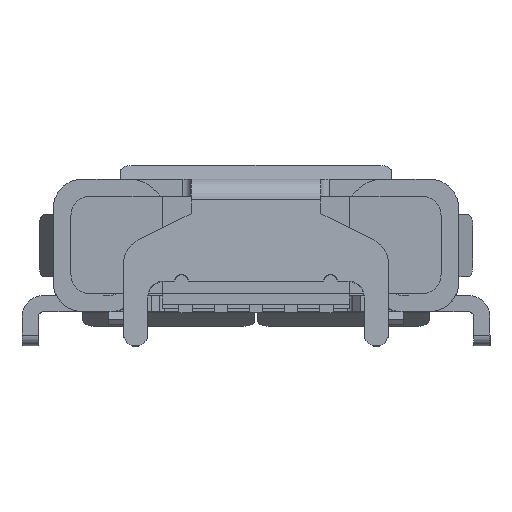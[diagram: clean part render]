
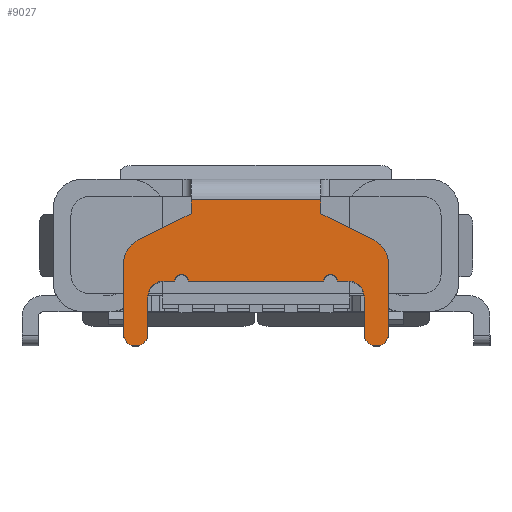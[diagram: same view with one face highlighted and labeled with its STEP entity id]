
A CAD part, top view. The second image highlights one B-rep face of the part: STEP entity #9027.
In plain terms, the highlighted planar face has unit normal (0, 0.037, 0.999).
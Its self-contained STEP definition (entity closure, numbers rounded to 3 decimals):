
#373=FACE_OUTER_BOUND('',#876,.T.);
#876=EDGE_LOOP('',(#6659,#6660,#6661,#6662,#6663,#6664,#6665,#6666,#6667,
#6668,#6669,#6670,#6671,#6672,#6673,#6674,#6675,#6676,#6677,#6678));
#1256=CIRCLE('',#9559,0.225);
#1258=CIRCLE('',#9562,0.225);
#1259=CIRCLE('',#9564,0.5);
#1261=CIRCLE('',#9569,0.3);
#1263=CIRCLE('',#9573,0.125);
#1265=CIRCLE('',#9577,0.125);
#1268=CIRCLE('',#9582,0.3);
#1269=CIRCLE('',#9586,0.5);
#1789=LINE('',#13534,#2844);
#1790=LINE('',#13537,#2845);
#1796=LINE('',#13552,#2851);
#1798=LINE('',#13561,#2853);
#1803=LINE('',#13575,#2858);
#1807=LINE('',#13585,#2862);
#1808=LINE('',#13588,#2863);
#1847=LINE('',#13691,#2902);
#1860=LINE('',#13721,#2915);
#1861=LINE('',#13724,#2916);
#1862=LINE('',#13726,#2917);
#1863=LINE('',#13727,#2918);
#2844=VECTOR('',#10826,1000.);
#2845=VECTOR('',#10829,1000.);
#2851=VECTOR('',#10843,1000.);
#2853=VECTOR('',#10853,1000.);
#2858=VECTOR('',#10866,1000.);
#2862=VECTOR('',#10878,1000.);
#2863=VECTOR('',#10881,1000.);
#2902=VECTOR('',#10962,1000.);
#2915=VECTOR('',#10989,1000.);
#2916=VECTOR('',#10992,1000.);
#2917=VECTOR('',#10993,1000.);
#2918=VECTOR('',#10994,1000.);
#3829=VERTEX_POINT('',#13509);
#3830=VERTEX_POINT('',#13511);
#3833=VERTEX_POINT('',#13518);
#3834=VERTEX_POINT('',#13520);
#3835=VERTEX_POINT('',#13524);
#3836=VERTEX_POINT('',#13525);
#3839=VERTEX_POINT('',#13536);
#3841=VERTEX_POINT('',#13542);
#3843=VERTEX_POINT('',#13548);
#3845=VERTEX_POINT('',#13554);
#3847=VERTEX_POINT('',#13560);
#3849=VERTEX_POINT('',#13566);
#3852=VERTEX_POINT('',#13574);
#3854=VERTEX_POINT('',#13580);
#3855=VERTEX_POINT('',#13587);
#3857=VERTEX_POINT('',#13593);
#3898=VERTEX_POINT('',#13688);
#3908=VERTEX_POINT('',#13719);
#3909=VERTEX_POINT('',#13723);
#3910=VERTEX_POINT('',#13725);
#4827=EDGE_CURVE('',#3830,#3829,#1256,.T.);
#4831=EDGE_CURVE('',#3834,#3833,#1258,.T.);
#4833=EDGE_CURVE('',#3835,#3836,#1259,.T.);
#4838=EDGE_CURVE('',#3833,#3835,#1789,.T.);
#4839=EDGE_CURVE('',#3839,#3834,#1790,.T.);
#4842=EDGE_CURVE('',#3841,#3839,#1261,.T.);
#4847=EDGE_CURVE('',#3843,#3841,#1796,.T.);
#4848=EDGE_CURVE('',#3845,#3843,#1263,.T.);
#4851=EDGE_CURVE('',#3847,#3845,#1798,.T.);
#4854=EDGE_CURVE('',#3849,#3847,#1265,.T.);
#4858=EDGE_CURVE('',#3852,#3849,#1803,.T.);
#4861=EDGE_CURVE('',#3854,#3852,#1268,.T.);
#4864=EDGE_CURVE('',#3829,#3854,#1807,.T.);
#4865=EDGE_CURVE('',#3855,#3830,#1808,.T.);
#4868=EDGE_CURVE('',#3857,#3855,#1269,.T.);
#4916=EDGE_CURVE('',#3898,#3857,#1847,.T.);
#4931=EDGE_CURVE('',#3908,#3836,#1860,.T.);
#4932=EDGE_CURVE('',#3908,#3909,#1861,.T.);
#4933=EDGE_CURVE('',#3910,#3909,#1862,.T.);
#4934=EDGE_CURVE('',#3898,#3910,#1863,.T.);
#6659=ORIENTED_EDGE('',*,*,#4932,.T.);
#6660=ORIENTED_EDGE('',*,*,#4933,.F.);
#6661=ORIENTED_EDGE('',*,*,#4934,.F.);
#6662=ORIENTED_EDGE('',*,*,#4916,.T.);
#6663=ORIENTED_EDGE('',*,*,#4868,.T.);
#6664=ORIENTED_EDGE('',*,*,#4865,.T.);
#6665=ORIENTED_EDGE('',*,*,#4827,.T.);
#6666=ORIENTED_EDGE('',*,*,#4864,.T.);
#6667=ORIENTED_EDGE('',*,*,#4861,.T.);
#6668=ORIENTED_EDGE('',*,*,#4858,.T.);
#6669=ORIENTED_EDGE('',*,*,#4854,.T.);
#6670=ORIENTED_EDGE('',*,*,#4851,.T.);
#6671=ORIENTED_EDGE('',*,*,#4848,.T.);
#6672=ORIENTED_EDGE('',*,*,#4847,.T.);
#6673=ORIENTED_EDGE('',*,*,#4842,.T.);
#6674=ORIENTED_EDGE('',*,*,#4839,.T.);
#6675=ORIENTED_EDGE('',*,*,#4831,.T.);
#6676=ORIENTED_EDGE('',*,*,#4838,.T.);
#6677=ORIENTED_EDGE('',*,*,#4833,.T.);
#6678=ORIENTED_EDGE('',*,*,#4931,.F.);
#8632=PLANE('',#9613);
#9027=ADVANCED_FACE('',(#373),#8632,.T.);
#9559=AXIS2_PLACEMENT_3D('',#13512,#10804,#10805);
#9562=AXIS2_PLACEMENT_3D('',#13521,#10812,#10813);
#9564=AXIS2_PLACEMENT_3D('',#13526,#10817,#10818);
#9569=AXIS2_PLACEMENT_3D('',#13543,#10834,#10835);
#9573=AXIS2_PLACEMENT_3D('',#13555,#10846,#10847);
#9577=AXIS2_PLACEMENT_3D('',#13567,#10858,#10859);
#9582=AXIS2_PLACEMENT_3D('',#13581,#10872,#10873);
#9586=AXIS2_PLACEMENT_3D('',#13594,#10886,#10887);
#9613=AXIS2_PLACEMENT_3D('',#13722,#10990,#10991);
#10804=DIRECTION('center_axis',(0.,0.037,0.999));
#10805=DIRECTION('ref_axis',(0.,-0.999,0.037));
#10812=DIRECTION('center_axis',(0.,0.037,0.999));
#10813=DIRECTION('ref_axis',(0.,-0.999,0.037));
#10817=DIRECTION('center_axis',(0.,0.037,0.999));
#10818=DIRECTION('ref_axis',(0.,0.999,-0.037));
#10826=DIRECTION('',(0.,0.999,-0.037));
#10829=DIRECTION('',(0.,-0.999,0.037));
#10834=DIRECTION('center_axis',(0.,-0.037,-0.999));
#10835=DIRECTION('ref_axis',(0.,0.999,-0.037));
#10843=DIRECTION('',(1.,0.,0.));
#10846=DIRECTION('center_axis',(0.,-0.037,-0.999));
#10847=DIRECTION('ref_axis',(0.,-0.999,0.037));
#10853=DIRECTION('',(1.,0.,0.));
#10858=DIRECTION('center_axis',(0.,-0.037,-0.999));
#10859=DIRECTION('ref_axis',(0.,-0.999,0.037));
#10866=DIRECTION('',(1.,0.,0.));
#10872=DIRECTION('center_axis',(0.,-0.037,-0.999));
#10873=DIRECTION('ref_axis',(0.,0.999,-0.037));
#10878=DIRECTION('',(0.,0.999,-0.037));
#10881=DIRECTION('',(0.,-0.999,0.037));
#10886=DIRECTION('center_axis',(0.,0.037,0.999));
#10887=DIRECTION('ref_axis',(0.,-0.999,0.037));
#10962=DIRECTION('',(-0.894,-0.447,0.017));
#10989=DIRECTION('',(0.894,-0.447,0.017));
#10990=DIRECTION('center_axis',(0.,0.037,0.999));
#10991=DIRECTION('ref_axis',(0.,-0.999,0.037));
#10992=DIRECTION('',(0.,0.999,-0.037));
#10993=DIRECTION('',(1.,0.,0.));
#10994=DIRECTION('',(0.,0.999,-0.037));
#13509=CARTESIAN_POINT('',(-3.3,-0.71,1.792));
#13511=CARTESIAN_POINT('',(-3.75,-0.71,1.792));
#13512=CARTESIAN_POINT('Origin',(-3.525,-0.71,1.792));
#13518=CARTESIAN_POINT('',(1.15,-0.71,1.792));
#13520=CARTESIAN_POINT('',(0.7,-0.71,1.792));
#13521=CARTESIAN_POINT('Origin',(0.925,-0.71,1.792));
#13524=CARTESIAN_POINT('',(1.15,0.576,1.744));
#13525=CARTESIAN_POINT('',(0.874,1.023,1.727));
#13526=CARTESIAN_POINT('Origin',(0.65,0.576,1.744));
#13534=CARTESIAN_POINT('',(1.15,-1.006,1.803));
#13536=CARTESIAN_POINT('',(0.7,-0.036,1.767));
#13537=CARTESIAN_POINT('',(0.7,-1.006,1.803));
#13542=CARTESIAN_POINT('',(0.4,0.264,1.755));
#13543=CARTESIAN_POINT('Origin',(0.4,-0.036,1.767));
#13548=CARTESIAN_POINT('',(0.2,0.264,1.755));
#13552=CARTESIAN_POINT('',(-3.876,0.264,1.755));
#13554=CARTESIAN_POINT('',(-0.05,0.264,1.755));
#13555=CARTESIAN_POINT('Origin',(0.075,0.264,1.755));
#13560=CARTESIAN_POINT('',(-2.55,0.264,1.755));
#13561=CARTESIAN_POINT('',(-3.876,0.264,1.755));
#13566=CARTESIAN_POINT('',(-2.8,0.264,1.755));
#13567=CARTESIAN_POINT('Origin',(-2.675,0.264,1.755));
#13574=CARTESIAN_POINT('',(-3.,0.264,1.755));
#13575=CARTESIAN_POINT('',(-3.876,0.264,1.755));
#13580=CARTESIAN_POINT('',(-3.3,-0.036,1.767));
#13581=CARTESIAN_POINT('Origin',(-3.,-0.036,1.767));
#13585=CARTESIAN_POINT('',(-3.3,-1.006,1.803));
#13587=CARTESIAN_POINT('',(-3.75,0.576,1.744));
#13588=CARTESIAN_POINT('',(-3.75,-1.006,1.803));
#13593=CARTESIAN_POINT('',(-3.474,1.023,1.727));
#13594=CARTESIAN_POINT('Origin',(-3.25,0.576,1.744));
#13688=CARTESIAN_POINT('',(-2.5,1.51,1.709));
#13691=CARTESIAN_POINT('',(-2.5,1.51,1.709));
#13719=CARTESIAN_POINT('',(-0.1,1.51,1.709));
#13721=CARTESIAN_POINT('',(-0.1,1.51,1.709));
#13722=CARTESIAN_POINT('Origin',(-3.876,-1.006,1.803));
#13723=CARTESIAN_POINT('',(-0.1,1.765,1.7));
#13724=CARTESIAN_POINT('',(-0.1,-1.006,1.803));
#13725=CARTESIAN_POINT('',(-2.5,1.765,1.7));
#13726=CARTESIAN_POINT('',(-0.028,1.765,1.7));
#13727=CARTESIAN_POINT('',(-2.5,1.51,1.709));
